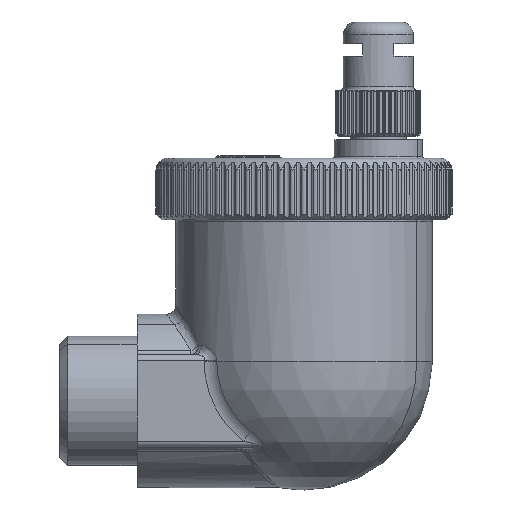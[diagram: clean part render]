
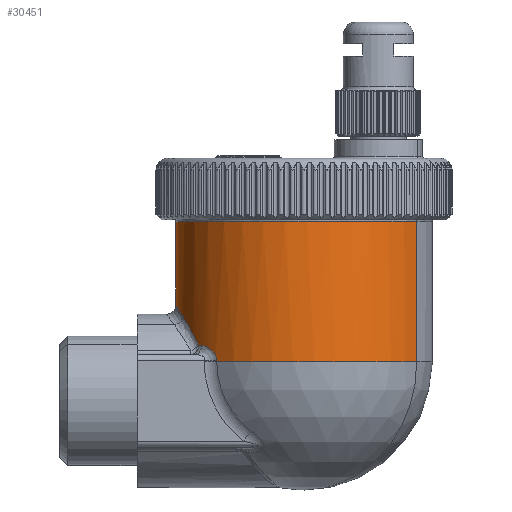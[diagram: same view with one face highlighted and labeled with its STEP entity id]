
A CAD part, left-side view. The second image highlights one B-rep face of the part: STEP entity #30451.
In plain terms, the highlighted cylindrical face has radius 20.75 mm (diameter 41.5 mm), a partial arc.
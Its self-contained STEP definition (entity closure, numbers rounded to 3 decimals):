
#28679=CARTESIAN_POINT('Vertex',(-15.202,14.123,-22.4)) ;
#29151=CARTESIAN_POINT('Vertex',(-11.769,17.09,-19.75)) ;
#29434=CARTESIAN_POINT('Vertex',(9.948,18.21,-17.505)) ;
#29477=CARTESIAN_POINT('Vertex',(-9.948,-18.21,-22.4)) ;
#30018=CARTESIAN_POINT('Vertex',(-15.201,14.124,-22.25)) ;
#30022=CARTESIAN_POINT('Control Point',(-12.497,16.565,-19.75)) ;
#30023=CARTESIAN_POINT('Control Point',(-12.6,16.487,-19.75)) ;
#30024=CARTESIAN_POINT('Control Point',(-12.702,16.409,-19.756)) ;
#30025=CARTESIAN_POINT('Control Point',(-12.803,16.33,-19.768)) ;
#30026=CARTESIAN_POINT('Control Point',(-13.057,16.129,-19.813)) ;
#30027=CARTESIAN_POINT('Control Point',(-13.301,15.928,-19.895)) ;
#30028=CARTESIAN_POINT('Control Point',(-13.445,15.806,-19.957)) ;
#30029=CARTESIAN_POINT('Control Point',(-13.596,15.676,-20.039)) ;
#30030=CARTESIAN_POINT('Control Point',(-13.74,15.549,-20.135)) ;
#30031=CARTESIAN_POINT('Control Point',(-13.752,15.539,-20.143)) ;
#30032=CARTESIAN_POINT('Control Point',(-13.774,15.519,-20.158)) ;
#30033=CARTESIAN_POINT('Control Point',(-13.795,15.5,-20.174)) ;
#30034=CARTESIAN_POINT('Control Point',(-13.806,15.49,-20.182)) ;
#30035=CARTESIAN_POINT('Control Point',(-13.893,15.413,-20.245)) ;
#30036=CARTESIAN_POINT('Control Point',(-13.978,15.336,-20.314)) ;
#30037=CARTESIAN_POINT('Control Point',(-14.054,15.266,-20.371)) ;
#30038=CARTESIAN_POINT('Control Point',(-14.183,15.147,-20.463)) ;
#30039=CARTESIAN_POINT('Control Point',(-14.315,15.022,-20.558)) ;
#30040=CARTESIAN_POINT('Control Point',(-14.365,14.973,-20.595)) ;
#30041=CARTESIAN_POINT('Control Point',(-14.465,14.877,-20.671)) ;
#30042=CARTESIAN_POINT('Control Point',(-14.563,14.781,-20.754)) ;
#30043=CARTESIAN_POINT('Control Point',(-14.611,14.734,-20.798)) ;
#30044=CARTESIAN_POINT('Control Point',(-14.733,14.612,-20.919)) ;
#30045=CARTESIAN_POINT('Control Point',(-14.845,14.499,-21.058)) ;
#30046=CARTESIAN_POINT('Control Point',(-14.908,14.433,-21.152)) ;
#30047=CARTESIAN_POINT('Control Point',(-15.011,14.326,-21.334)) ;
#30048=CARTESIAN_POINT('Control Point',(-15.089,14.243,-21.537)) ;
#30049=CARTESIAN_POINT('Control Point',(-15.119,14.212,-21.633)) ;
#30050=CARTESIAN_POINT('Control Point',(-15.158,14.17,-21.794)) ;
#30051=CARTESIAN_POINT('Control Point',(-15.183,14.144,-21.963)) ;
#30052=CARTESIAN_POINT('Control Point',(-15.19,14.136,-22.03)) ;
#30053=CARTESIAN_POINT('Control Point',(-15.196,14.129,-22.114)) ;
#30054=CARTESIAN_POINT('Control Point',(-15.2,14.126,-22.199)) ;
#30055=CARTESIAN_POINT('Control Point',(-15.2,14.125,-22.216)) ;
#30056=CARTESIAN_POINT('Control Point',(-15.2,14.125,-22.233)) ;
#30057=CARTESIAN_POINT('Control Point',(-15.201,14.124,-22.25)) ;
#30058=CARTESIAN_POINT('Vertex',(-12.497,16.565,-19.75)) ;
#30114=CARTESIAN_POINT('Control Point',(-15.201,14.124,-22.25)) ;
#30115=CARTESIAN_POINT('Control Point',(-15.202,14.124,-22.28)) ;
#30116=CARTESIAN_POINT('Control Point',(-15.202,14.123,-22.31)) ;
#30117=CARTESIAN_POINT('Control Point',(-15.202,14.123,-22.341)) ;
#30118=CARTESIAN_POINT('Control Point',(-15.202,14.123,-22.371)) ;
#30119=CARTESIAN_POINT('Control Point',(-15.202,14.123,-22.4)) ;
#30166=CARTESIAN_POINT('Control Point',(-6.93,19.559,-15.147)) ;
#30167=CARTESIAN_POINT('Control Point',(-7.878,19.223,-15.703)) ;
#30168=CARTESIAN_POINT('Control Point',(-8.762,18.845,-16.344)) ;
#30169=CARTESIAN_POINT('Control Point',(-9.577,18.439,-17.06)) ;
#30170=CARTESIAN_POINT('Control Point',(-10.503,17.916,-18.032)) ;
#30171=CARTESIAN_POINT('Control Point',(-11.316,17.394,-19.1)) ;
#30172=CARTESIAN_POINT('Control Point',(-11.471,17.292,-19.313)) ;
#30173=CARTESIAN_POINT('Control Point',(-11.622,17.191,-19.53)) ;
#30174=CARTESIAN_POINT('Control Point',(-11.769,17.09,-19.75)) ;
#30175=CARTESIAN_POINT('Vertex',(-6.93,19.559,-15.147)) ;
#30266=CARTESIAN_POINT('Control Point',(9.948,18.21,-17.505)) ;
#30267=CARTESIAN_POINT('Control Point',(9.695,18.348,-17.247)) ;
#30268=CARTESIAN_POINT('Control Point',(9.434,18.485,-16.997)) ;
#30269=CARTESIAN_POINT('Control Point',(9.165,18.62,-16.755)) ;
#30270=CARTESIAN_POINT('Control Point',(8.093,19.133,-15.848)) ;
#30271=CARTESIAN_POINT('Control Point',(6.906,19.602,-15.066)) ;
#30272=CARTESIAN_POINT('Control Point',(5.963,19.914,-14.562)) ;
#30273=CARTESIAN_POINT('Control Point',(4.093,20.403,-13.785)) ;
#30274=CARTESIAN_POINT('Control Point',(2.078,20.679,-13.359)) ;
#30275=CARTESIAN_POINT('Control Point',(1.116,20.754,-13.244)) ;
#30276=CARTESIAN_POINT('Control Point',(-0.796,20.789,-13.19)) ;
#30277=CARTESIAN_POINT('Control Point',(-2.68,20.608,-13.469)) ;
#30278=CARTESIAN_POINT('Control Point',(-3.587,20.468,-13.686)) ;
#30279=CARTESIAN_POINT('Control Point',(-4.817,20.208,-14.092)) ;
#30280=CARTESIAN_POINT('Control Point',(-5.974,19.876,-14.627)) ;
#30281=CARTESIAN_POINT('Control Point',(-6.3,19.775,-14.791)) ;
#30282=CARTESIAN_POINT('Control Point',(-6.618,19.669,-14.965)) ;
#30283=CARTESIAN_POINT('Control Point',(-6.93,19.559,-15.147)) ;
#30292=CARTESIAN_POINT('Axis2P3D Location',(0.,0.,-22.4)) ;
#30312=CARTESIAN_POINT('Axis2P3D Location',(0.,0.,-19.75)) ;
#30324=CARTESIAN_POINT('Axis2P3D Location',(0.,0.,-16.78)) ;
#30329=CARTESIAN_POINT('Line Origine',(9.948,18.21,-11.083)) ;
#30333=CARTESIAN_POINT('Vertex',(9.948,18.21,0.234)) ;
#30340=CARTESIAN_POINT('Vertex',(-9.948,-18.21,0.234)) ;
#30343=CARTESIAN_POINT('Line Origine',(-9.948,-18.21,-11.083)) ;
#30435=CARTESIAN_POINT('Axis2P3D Location',(0.,0.,0.234)) ;
#30293=DIRECTION('Axis2P3D Direction',(0.,0.,-1.)) ;
#30313=DIRECTION('Axis2P3D Direction',(0.,0.,1.)) ;
#30325=DIRECTION('Axis2P3D Direction',(0.,0.,-1.)) ;
#30326=DIRECTION('Axis2P3D XDirection',(-0.479,-0.878,0.)) ;
#30330=DIRECTION('Vector Direction',(0.,0.,-1.)) ;
#30344=DIRECTION('Vector Direction',(0.,0.,-1.)) ;
#30436=DIRECTION('Axis2P3D Direction',(0.,0.,-1.)) ;
#30294=AXIS2_PLACEMENT_3D('Circle Axis2P3D',#30292,#30293,$) ;
#30314=AXIS2_PLACEMENT_3D('Circle Axis2P3D',#30312,#30313,$) ;
#30327=AXIS2_PLACEMENT_3D('Cylinder Axis2P3D',#30324,#30325,#30326) ;
#30437=AXIS2_PLACEMENT_3D('Circle Axis2P3D',#30435,#30436,$) ;
#30441=ORIENTED_EDGE('',*,*,#30316,.T.) ;
#30442=ORIENTED_EDGE('',*,*,#30060,.T.) ;
#30443=ORIENTED_EDGE('',*,*,#30120,.T.) ;
#30444=ORIENTED_EDGE('',*,*,#30296,.F.) ;
#30445=ORIENTED_EDGE('',*,*,#30347,.F.) ;
#30446=ORIENTED_EDGE('',*,*,#30439,.T.) ;
#30447=ORIENTED_EDGE('',*,*,#30335,.T.) ;
#30448=ORIENTED_EDGE('',*,*,#30284,.F.) ;
#30449=ORIENTED_EDGE('',*,*,#30177,.F.) ;
#30331=VECTOR('Line Direction',#30330,1.) ;
#30345=VECTOR('Line Direction',#30344,1.) ;
#30451=ADVANCED_FACE('PartBody',(#30450),#30328,.T.) ;
#30021=B_SPLINE_CURVE_WITH_KNOTS('',5,(#30022,#30023,#30024,#30025,#30026,#30027,#30028,#30029,#30030,#30031,#30032,#30033,#30034,#30035,#30036,#30037,#30038,#30039,#30040,#30041,#30042,#30043,#30044,#30045,#30046,#30047,#30048,#30049,#30050,#30051,#30052,#30053,#30054,#30055,#30056,#30057),.UNSPECIFIED.,.F.,.U.,(6,3,3,3,3,3,3,3,3,3,3,6),(23.704,24.601,25.97,26.084,26.198,26.994,27.484,27.966,28.759,29.407,29.813,29.914),.UNSPECIFIED.) ;
#30113=B_SPLINE_CURVE_WITH_KNOTS('',5,(#30114,#30115,#30116,#30117,#30118,#30119),.UNSPECIFIED.,.F.,.U.,(6,6),(9.613,9.873),.UNSPECIFIED.) ;
#30165=B_SPLINE_CURVE_WITH_KNOTS('',5,(#30166,#30167,#30168,#30169,#30170,#30171,#30172,#30173,#30174),.UNSPECIFIED.,.F.,.U.,(6,3,6),(0.,7.974,9.92),.UNSPECIFIED.) ;
#30265=B_SPLINE_CURVE_WITH_KNOTS('',5,(#30266,#30267,#30268,#30269,#30270,#30271,#30272,#30273,#30274,#30275,#30276,#30277,#30278,#30279,#30280,#30281,#30282,#30283),.UNSPECIFIED.,.F.,.U.,(6,3,3,3,3,6),(15.185,17.857,25.532,32.249,38.774,41.397),.UNSPECIFIED.) ;
#30295=CIRCLE('generated circle',#30294,20.75) ;
#30315=CIRCLE('generated circle',#30314,20.75) ;
#30438=CIRCLE('generated circle',#30437,20.75) ;
#30328=CYLINDRICAL_SURFACE('generated cylinder',#30327,20.75) ;
#30060=EDGE_CURVE('',#30059,#30019,#30021,.T.) ;
#30120=EDGE_CURVE('',#30019,#28680,#30113,.T.) ;
#30177=EDGE_CURVE('',#29152,#30176,#30165,.F.) ;
#30284=EDGE_CURVE('',#30176,#29435,#30265,.F.) ;
#30296=EDGE_CURVE('',#29478,#28680,#30295,.T.) ;
#30316=EDGE_CURVE('',#29152,#30059,#30315,.T.) ;
#30335=EDGE_CURVE('',#30334,#29435,#30332,.T.) ;
#30347=EDGE_CURVE('',#30341,#29478,#30346,.T.) ;
#30439=EDGE_CURVE('',#30341,#30334,#30438,.T.) ;
#30440=EDGE_LOOP('',(#30441,#30442,#30443,#30444,#30445,#30446,#30447,#30448,#30449)) ;
#30450=FACE_OUTER_BOUND('',#30440,.T.) ;
#30332=LINE('Line',#30329,#30331) ;
#30346=LINE('Line',#30343,#30345) ;
#28680=VERTEX_POINT('',#28679) ;
#29152=VERTEX_POINT('',#29151) ;
#29435=VERTEX_POINT('',#29434) ;
#29478=VERTEX_POINT('',#29477) ;
#30019=VERTEX_POINT('',#30018) ;
#30059=VERTEX_POINT('',#30058) ;
#30176=VERTEX_POINT('',#30175) ;
#30334=VERTEX_POINT('',#30333) ;
#30341=VERTEX_POINT('',#30340) ;
